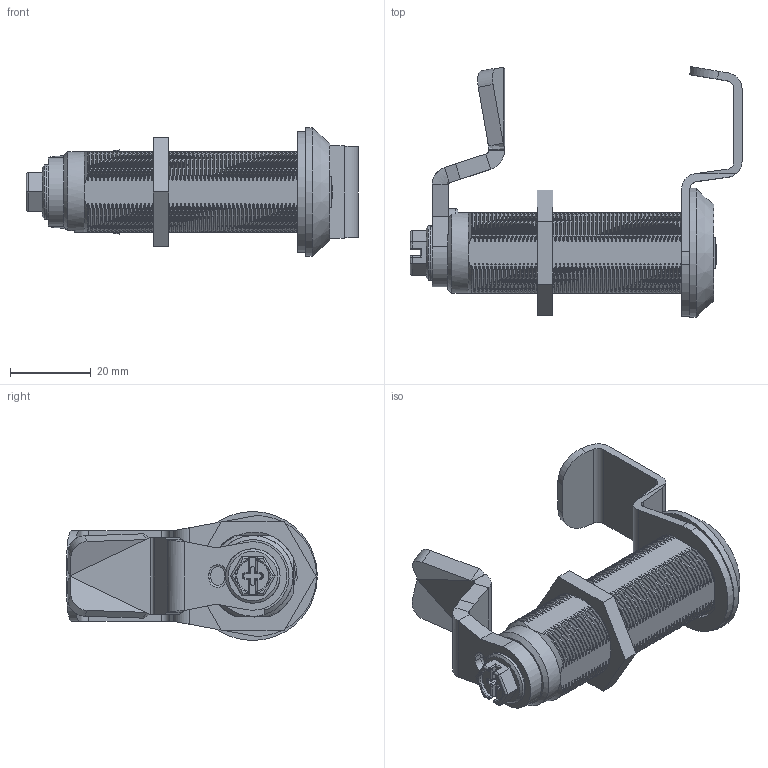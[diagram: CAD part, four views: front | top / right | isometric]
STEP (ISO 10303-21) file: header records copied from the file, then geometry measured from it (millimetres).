
FILE_DESCRIPTION(/* description */ (''),/* implementation_level */ '2;1');
FILE_NAME(/* name */ '53-010-0.step',/* time_stamp */ '2020-08-27T15:35:20-04:00',/* author */ (''),/* organization */ (''),/* preprocessor_version */ 'ST-DEVELOPER v18.1',/* originating_system */ 'Autodesk Translation Framework v9.3.0.1241',/* authorisation */ '');
FILE_SCHEMA (('AUTOMOTIVE_DESIGN { 1 0 10303 214 3 1 1 }'));
Products named in the file (13): 53-010-0; 1000-362; 1000-02; 1000-U535_asm v1; 1000-367; DIN3771_5X1_5; 1000-277-21; 1000-112_prt v1; 1000-U2_asm v1; 1000-140; 1000-03; 1000-277-01; 1000-359_prt v1
Assembly tree (12 placements, depth 3):
  53-010-0
    1000-362
    1000-02
    1000-U535_asm v1
      1000-367
      DIN3771_5X1_5
      1000-277-21
    1000-112_prt v1
    1000-U2_asm v1
      1000-140
      1000-03
      1000-277-01
    1000-359_prt v1
Bounding box: 82.42 x 62.2 x 32 mm (x, y, z)
Volume: 29032.4 mm3; surface area: 26071.8 mm2
Topology: 10 solids, 10 shells, 1502 faces, 4187 edges, 2719 vertices
Faces by surface type: cylinder 668, bspline 468, plane 316, torus 27, cone 15, sphere 8
Full cylindrical faces by diameter (mm): 5.5 x2, 5.6 x1, 9.9 x2, 10 x1, 10.2 x1, 12 x1, 12.8 x2, 13.5 x2, 15.2 x1, 15.9 x1, 20 x1, 20.376 x1, 32 x1
Entity records: 70205 total; most frequent: CARTESIAN_POINT 35541, ORIENTED_EDGE 8376, DIRECTION 5101, EDGE_CURVE 4188, VERTEX_POINT 2719, B_SPLINE_CURVE_WITH_KNOTS 1795, LINE 1787, VECTOR 1787
